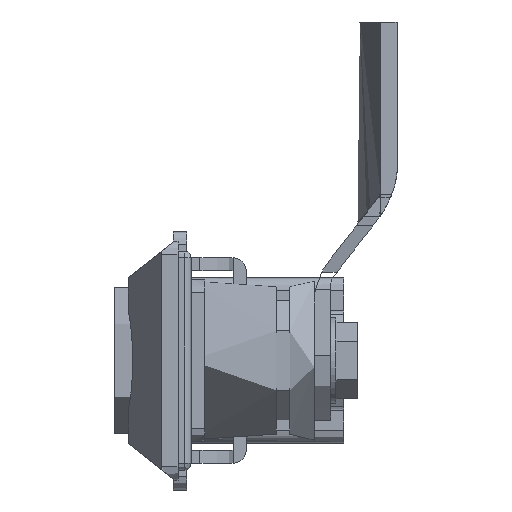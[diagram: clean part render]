
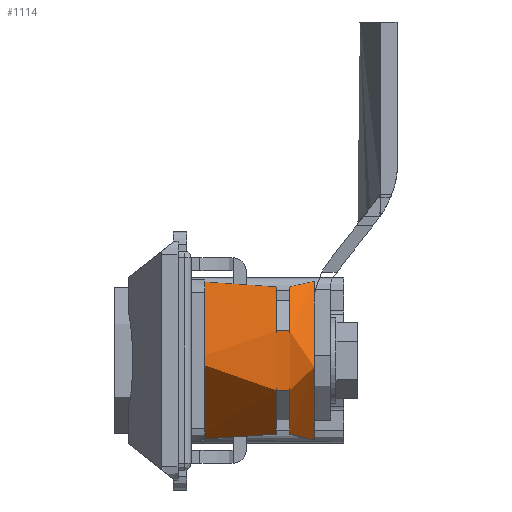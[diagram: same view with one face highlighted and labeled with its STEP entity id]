
A CAD part, left-side view. The second image highlights one B-rep face of the part: STEP entity #1114.
In plain terms, the highlighted cylindrical face has radius 12 mm (diameter 24 mm), a full revolution.
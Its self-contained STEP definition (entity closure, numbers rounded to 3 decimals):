
#1114 = ADVANCED_FACE( '', ( #2345, #2346, #2347, #2348 ), #2349, .T. );
#2345 = FACE_OUTER_BOUND( '', #3686, .T. );
#2346 = FACE_BOUND( '', #3687, .T. );
#2347 = FACE_BOUND( '', #3688, .T. );
#2348 = FACE_OUTER_BOUND( '', #3689, .T. );
#2349 = CYLINDRICAL_SURFACE( '', #3690, 12. );
#3686 = EDGE_LOOP( '', ( #6679, #6680, #6681, #6682 ) );
#3687 = EDGE_LOOP( '', ( #6683, #6684, #6685, #6686 ) );
#3688 = EDGE_LOOP( '', ( #6687, #6688, #6689, #6690 ) );
#3689 = EDGE_LOOP( '', ( #6691 ) );
#3690 = AXIS2_PLACEMENT_3D( '', #6692, #6693, #6694 );
#6679 = ORIENTED_EDGE( '', *, *, #8396, .F. );
#6680 = ORIENTED_EDGE( '', *, *, #8045, .F. );
#6681 = ORIENTED_EDGE( '', *, *, #8252, .F. );
#6682 = ORIENTED_EDGE( '', *, *, #7974, .T. );
#6683 = ORIENTED_EDGE( '', *, *, #8652, .F. );
#6684 = ORIENTED_EDGE( '', *, *, #8425, .T. );
#6685 = ORIENTED_EDGE( '', *, *, #8782, .T. );
#6686 = ORIENTED_EDGE( '', *, *, #8824, .F. );
#6687 = ORIENTED_EDGE( '', *, *, #8754, .F. );
#6688 = ORIENTED_EDGE( '', *, *, #7747, .F. );
#6689 = ORIENTED_EDGE( '', *, *, #8327, .T. );
#6690 = ORIENTED_EDGE( '', *, *, #8825, .T. );
#6691 = ORIENTED_EDGE( '', *, *, #7834, .T. );
#6692 = CARTESIAN_POINT( '', ( -30.75, -14.8, 0. ) );
#6693 = DIRECTION( '', ( 0., -1., 0. ) );
#6694 = DIRECTION( '', ( 0., 0., 1. ) );
#7747 = EDGE_CURVE( '', #9221, #9213, #9223, .T. );
#7834 = EDGE_CURVE( '', #9374, #9374, #9375, .T. );
#7974 = EDGE_CURVE( '', #9617, #9618, #9619, .F. );
#8045 = EDGE_CURVE( '', #9732, #9734, #9735, .T. );
#8252 = EDGE_CURVE( '', #9617, #9732, #10069, .T. );
#8327 = EDGE_CURVE( '', #9221, #10174, #10176, .T. );
#8396 = EDGE_CURVE( '', #9734, #9618, #10276, .F. );
#8425 = EDGE_CURVE( '', #10316, #10314, #10317, .T. );
#8652 = EDGE_CURVE( '', #10316, #10626, #10629, .T. );
#8754 = EDGE_CURVE( '', #9213, #10756, #10758, .T. );
#8782 = EDGE_CURVE( '', #10314, #10791, #10793, .T. );
#8824 = EDGE_CURVE( '', #10626, #10791, #10841, .T. );
#8825 = EDGE_CURVE( '', #10174, #10756, #10842, .T. );
#9213 = VERTEX_POINT( '', #11313 );
#9221 = VERTEX_POINT( '', #11322 );
#9223 = CIRCLE( '', #11325, 12. );
#9374 = VERTEX_POINT( '', #11520 );
#9375 = CIRCLE( '', #11521, 12. );
#9617 = VERTEX_POINT( '', #11857 );
#9618 = VERTEX_POINT( '', #11858 );
#9619 = CIRCLE( '', #11859, 12. );
#9732 = VERTEX_POINT( '', #12012 );
#9734 = VERTEX_POINT( '', #12015 );
#9735 = CIRCLE( '', #12016, 12. );
#10069 = LINE( '', #12461, #12462 );
#10174 = VERTEX_POINT( '', #12604 );
#10176 = LINE( '', #12607, #12608 );
#10276 = LINE( '', #12763, #12764 );
#10314 = VERTEX_POINT( '', #12821 );
#10316 = VERTEX_POINT( '', #12824 );
#10317 = LINE( '', #12825, #12826 );
#10626 = VERTEX_POINT( '', #13252 );
#10629 = CIRCLE( '', #13256, 12. );
#10756 = VERTEX_POINT( '', #13430 );
#10758 = LINE( '', #13433, #13434 );
#10791 = VERTEX_POINT( '', #13476 );
#10793 = CIRCLE( '', #13479, 12. );
#10841 = LINE( '', #13548, #13549 );
#10842 = CIRCLE( '', #13550, 12. );
#11313 = CARTESIAN_POINT( '', ( -19.626, -16.8, 4.5 ) );
#11322 = CARTESIAN_POINT( '', ( -41.874, -16.8, 4.5 ) );
#11325 = AXIS2_PLACEMENT_3D( '', #13920, #13921, #13922 );
#11520 = CARTESIAN_POINT( '', ( -18.75, -20.5, 0. ) );
#11521 = AXIS2_PLACEMENT_3D( '', #14045, #14046, #14047 );
#11857 = CARTESIAN_POINT( '', ( -18.918, -6., -2. ) );
#11858 = CARTESIAN_POINT( '', ( -18.918, -6., 2. ) );
#11859 = AXIS2_PLACEMENT_3D( '', #14196, #14197, #14198 );
#12012 = CARTESIAN_POINT( '', ( -18.918, -2., -2. ) );
#12015 = CARTESIAN_POINT( '', ( -18.918, -2., 2. ) );
#12016 = AXIS2_PLACEMENT_3D( '', #14297, #14298, #14299 );
#12461 = CARTESIAN_POINT( '', ( -18.918, -14.8, -2. ) );
#12462 = VECTOR( '', #14579, 1000. );
#12604 = CARTESIAN_POINT( '', ( -41.874, -14.8, 4.5 ) );
#12607 = CARTESIAN_POINT( '', ( -41.874, -16.8, 4.5 ) );
#12608 = VECTOR( '', #14669, 1000. );
#12763 = CARTESIAN_POINT( '', ( -18.918, -14.8, 2. ) );
#12764 = VECTOR( '', #14744, 1000. );
#12821 = CARTESIAN_POINT( '', ( -19.626, -14.8, -4.5 ) );
#12824 = CARTESIAN_POINT( '', ( -19.626, -16.8, -4.5 ) );
#12825 = CARTESIAN_POINT( '', ( -19.626, -16.8, -4.5 ) );
#12826 = VECTOR( '', #14768, 1000. );
#13252 = CARTESIAN_POINT( '', ( -41.874, -16.8, -4.5 ) );
#13256 = AXIS2_PLACEMENT_3D( '', #15031, #15032, #15033 );
#13430 = CARTESIAN_POINT( '', ( -19.626, -14.8, 4.5 ) );
#13433 = CARTESIAN_POINT( '', ( -19.626, -16.8, 4.5 ) );
#13434 = VECTOR( '', #15136, 1000. );
#13476 = CARTESIAN_POINT( '', ( -41.874, -14.8, -4.5 ) );
#13479 = AXIS2_PLACEMENT_3D( '', #15162, #15163, #15164 );
#13548 = CARTESIAN_POINT( '', ( -41.874, -16.8, -4.5 ) );
#13549 = VECTOR( '', #15198, 1000. );
#13550 = AXIS2_PLACEMENT_3D( '', #15199, #15200, #15201 );
#13920 = CARTESIAN_POINT( '', ( -30.75, -16.8, 0. ) );
#13921 = DIRECTION( '', ( 0., 1., 0. ) );
#13922 = DIRECTION( '', ( 1., 0., 0. ) );
#14045 = CARTESIAN_POINT( '', ( -30.75, -20.5, 0. ) );
#14046 = DIRECTION( '', ( 0., 1., 0. ) );
#14047 = DIRECTION( '', ( 1., 0., 0. ) );
#14196 = CARTESIAN_POINT( '', ( -30.75, -6., 0. ) );
#14197 = DIRECTION( '', ( 0., 1., 0. ) );
#14198 = DIRECTION( '', ( 0., 0., 1. ) );
#14297 = CARTESIAN_POINT( '', ( -30.75, -2., 0. ) );
#14298 = DIRECTION( '', ( 0., 1., 0. ) );
#14299 = DIRECTION( '', ( 1., 0., 0. ) );
#14579 = DIRECTION( '', ( 0., 1., 0. ) );
#14669 = DIRECTION( '', ( 0., 1., 0. ) );
#14744 = DIRECTION( '', ( 0., 1., 0. ) );
#14768 = DIRECTION( '', ( 0., 1., 0. ) );
#15031 = CARTESIAN_POINT( '', ( -30.75, -16.8, 0. ) );
#15032 = DIRECTION( '', ( 0., 1., 0. ) );
#15033 = DIRECTION( '', ( 1., 0., 0. ) );
#15136 = DIRECTION( '', ( 0., 1., 0. ) );
#15162 = CARTESIAN_POINT( '', ( -30.75, -14.8, 0. ) );
#15163 = DIRECTION( '', ( 0., 1., 0. ) );
#15164 = DIRECTION( '', ( 1., 0., 0. ) );
#15198 = DIRECTION( '', ( 0., 1., 0. ) );
#15199 = CARTESIAN_POINT( '', ( -30.75, -14.8, 0. ) );
#15200 = DIRECTION( '', ( 0., 1., 0. ) );
#15201 = DIRECTION( '', ( 1., 0., 0. ) );
